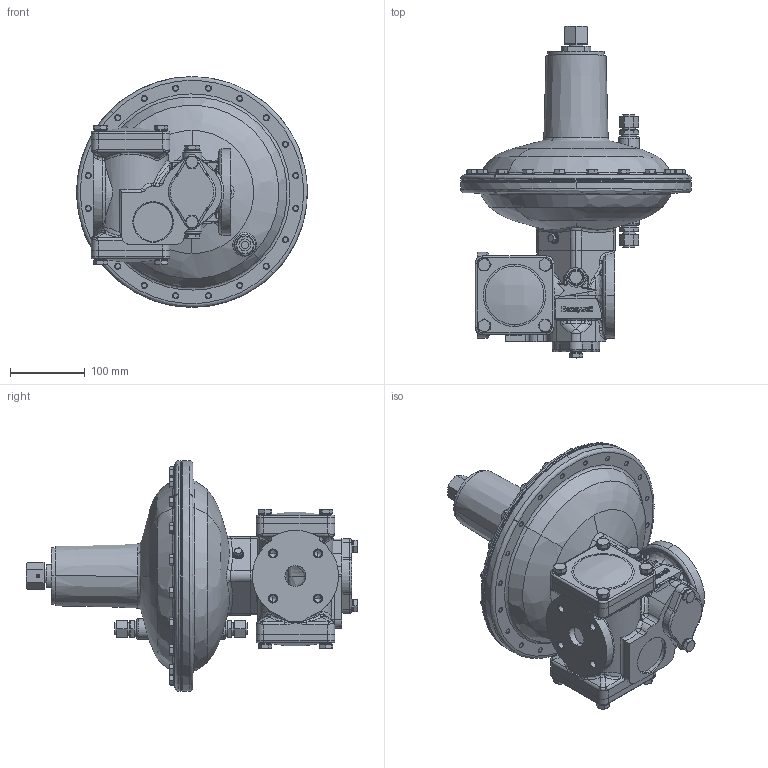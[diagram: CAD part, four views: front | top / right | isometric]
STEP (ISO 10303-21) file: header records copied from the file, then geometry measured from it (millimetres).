
FILE_DESCRIPTION (( 'STEP AP214' ), '1' );
FILE_NAME ('V_MB_HON370_25_RE1_o_SAV_-_.STEP', '2017-03-02T12:05:27', ( '' ), ( '' ), 'SwSTEP 2.0', 'SolidWorks 2015', '' );
FILE_SCHEMA (( 'AUTOMOTIVE_DESIGN' ));
Length unit declared in the file: millimetre
Products named in the file (1): V_MB_HON370_25_RE1_o_SAV_-_
Bounding box: 308 x 442.92 x 308 mm (x, y, z)
Volume: 3462643 mm3; surface area: 862926.1 mm2
Topology: 90 solids, 91 shells, 3365 faces, 8075 edges, 4935 vertices
Faces by surface type: plane 1111, cylinder 925, cone 675, bspline 654
Entity records: 142246 total; most frequent: CARTESIAN_POINT 67475, ORIENTED_EDGE 16008, DIRECTION 14414, EDGE_CURVE 8004, AXIS2_PLACEMENT_3D 5763, VERTEX_POINT 4935, EDGE_LOOP 3717, FACE_OUTER_BOUND 3365
